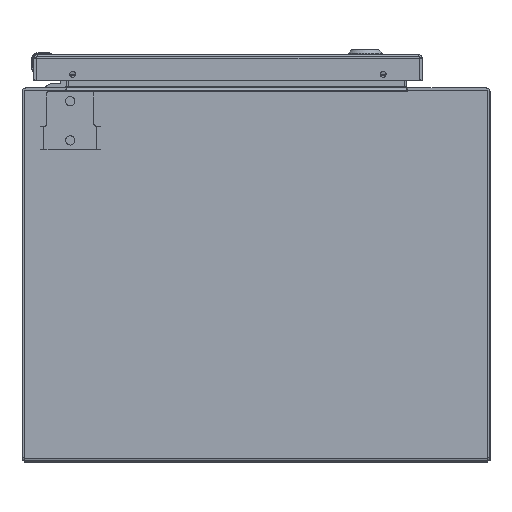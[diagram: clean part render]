
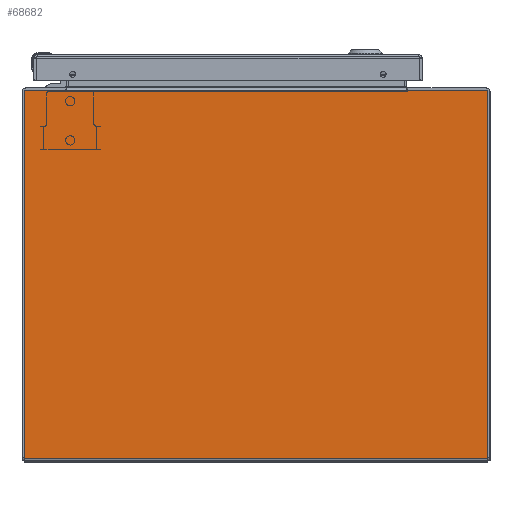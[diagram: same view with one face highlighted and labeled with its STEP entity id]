
A CAD part, left-side view. The second image highlights one B-rep face of the part: STEP entity #68682.
In plain terms, the highlighted planar face has unit normal (-1, 0, 0).
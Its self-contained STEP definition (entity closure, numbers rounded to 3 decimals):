
#830 = VECTOR ( 'NONE', #32657, 39.37 ) ;
#934 = EDGE_CURVE ( 'NONE', #71092, #35436, #51689, .T. ) ;
#2569 = DIRECTION ( 'NONE',  ( 0., 1., 0. ) ) ;
#3042 = CARTESIAN_POINT ( 'NONE',  ( -17.25, 7.425, -5.826 ) ) ;
#3581 = CARTESIAN_POINT ( 'NONE',  ( -17.25, -7.425, 5.963 ) ) ;
#4018 = ORIENTED_EDGE ( 'NONE', *, *, #34738, .T. ) ;
#4178 = VERTEX_POINT ( 'NONE', #44396 ) ;
#6686 = VERTEX_POINT ( 'NONE', #22004 ) ;
#7917 = VECTOR ( 'NONE', #87892, 39.37 ) ;
#8951 = PLANE ( 'NONE',  #64507 ) ;
#9578 = EDGE_CURVE ( 'NONE', #51404, #4178, #56517, .T. ) ;
#9629 = AXIS2_PLACEMENT_3D ( 'NONE', #27124, #26124, #77460 ) ;
#9734 = VERTEX_POINT ( 'NONE', #91216 ) ;
#10546 = ORIENTED_EDGE ( 'NONE', *, *, #37395, .T. ) ;
#12082 = LINE ( 'NONE', #65364, #23896 ) ;
#13479 = CARTESIAN_POINT ( 'NONE',  ( -17.25, -7.425, 5.918 ) ) ;
#13868 = LINE ( 'NONE', #34622, #20334 ) ;
#13903 = EDGE_CURVE ( 'NONE', #6686, #71092, #93855, .T. ) ;
#14641 = CARTESIAN_POINT ( 'NONE',  ( -17.25, 7.425, 5.918 ) ) ;
#16970 = VECTOR ( 'NONE', #74379, 39.37 ) ;
#17316 = DIRECTION ( 'NONE',  ( 0., 0., 1. ) ) ;
#20173 = VECTOR ( 'NONE', #97614, 39.37 ) ;
#20334 = VECTOR ( 'NONE', #86929, 39.37 ) ;
#22004 = CARTESIAN_POINT ( 'NONE',  ( -17.25, -7.38, 5.963 ) ) ;
#22558 = CARTESIAN_POINT ( 'NONE',  ( -17.25, -4.848, 5.962 ) ) ;
#23896 = VECTOR ( 'NONE', #85616, 39.37 ) ;
#24727 = CARTESIAN_POINT ( 'NONE',  ( -17.25, -4.841, 5.921 ) ) ;
#26027 = EDGE_CURVE ( 'NONE', #9734, #44841, #31455, .T. ) ;
#26124 = DIRECTION ( 'NONE',  ( -1., 0., 0. ) ) ;
#27124 = CARTESIAN_POINT ( 'NONE',  ( -17.25, -7.38, 5.918 ) ) ;
#27416 = VERTEX_POINT ( 'NONE', #14641 ) ;
#27703 = LINE ( 'NONE', #36091, #7917 ) ;
#28038 = ORIENTED_EDGE ( 'NONE', *, *, #92426, .T. ) ;
#29340 = VERTEX_POINT ( 'NONE', #85576 ) ;
#29447 = ORIENTED_EDGE ( 'NONE', *, *, #87312, .T. ) ;
#29504 = DIRECTION ( 'NONE',  ( 0., 0., -1. ) ) ;
#30949 = DIRECTION ( 'NONE',  ( -1., 0., 0. ) ) ;
#31455 = LINE ( 'NONE', #82332, #20173 ) ;
#31723 = CIRCLE ( 'NONE', #9629, 0.045 ) ;
#32657 = DIRECTION ( 'NONE',  ( 0., 0., 1. ) ) ;
#33909 = ORIENTED_EDGE ( 'NONE', *, *, #26027, .F. ) ;
#34622 = CARTESIAN_POINT ( 'NONE',  ( -17.25, 6.091, 5.92 ) ) ;
#34738 = EDGE_CURVE ( 'NONE', #35436, #45348, #60210, .T. ) ;
#35284 = ORIENTED_EDGE ( 'NONE', *, *, #75026, .T. ) ;
#35436 = VERTEX_POINT ( 'NONE', #24727 ) ;
#36091 = CARTESIAN_POINT ( 'NONE',  ( -17.25, -7.425, 5.963 ) ) ;
#37395 = EDGE_CURVE ( 'NONE', #29340, #27416, #95205, .T. ) ;
#39024 = DIRECTION ( 'NONE',  ( -1., 0., 0. ) ) ;
#39151 = VECTOR ( 'NONE', #71810, 39.37 ) ;
#39442 = VERTEX_POINT ( 'NONE', #50010 ) ;
#40037 = FACE_OUTER_BOUND ( 'NONE', #52169, .T. ) ;
#41995 = EDGE_CURVE ( 'NONE', #39442, #29340, #27703, .T. ) ;
#43847 = CARTESIAN_POINT ( 'NONE',  ( -17.25, 7.425, 5.963 ) ) ;
#44288 = CARTESIAN_POINT ( 'NONE',  ( -17.25, -4.848, 5.963 ) ) ;
#44396 = CARTESIAN_POINT ( 'NONE',  ( -17.25, 6.091, 5.92 ) ) ;
#44841 = VERTEX_POINT ( 'NONE', #3042 ) ;
#45348 = VERTEX_POINT ( 'NONE', #70334 ) ;
#45368 = DIRECTION ( 'NONE',  ( 0., 1., 0. ) ) ;
#45963 = VECTOR ( 'NONE', #2569, 39.37 ) ;
#49414 = EDGE_CURVE ( 'NONE', #27416, #44841, #88769, .T. ) ;
#49463 = CARTESIAN_POINT ( 'NONE',  ( -17.25, -7.425, 5.963 ) ) ;
#50010 = CARTESIAN_POINT ( 'NONE',  ( -17.25, 6.098, 5.963 ) ) ;
#51404 = VERTEX_POINT ( 'NONE', #69046 ) ;
#51689 = LINE ( 'NONE', #44288, #16970 ) ;
#51824 = ORIENTED_EDGE ( 'NONE', *, *, #9578, .T. ) ;
#52169 = EDGE_LOOP ( 'NONE', ( #64967, #10546, #87476, #33909, #72926, #28038, #73609, #57150, #4018, #35284, #51824, #29447 ) ) ;
#52247 = CARTESIAN_POINT ( 'NONE',  ( -17.25, 7.38, 5.918 ) ) ;
#53297 = VECTOR ( 'NONE', #29504, 39.37 ) ;
#53891 = CARTESIAN_POINT ( 'NONE',  ( -17.25, -7.425, 5.963 ) ) ;
#54174 = DIRECTION ( 'NONE',  ( 0., 0., 1. ) ) ;
#56517 = LINE ( 'NONE', #79697, #39151 ) ;
#57150 = ORIENTED_EDGE ( 'NONE', *, *, #934, .T. ) ;
#60210 = LINE ( 'NONE', #61140, #85392 ) ;
#61140 = CARTESIAN_POINT ( 'NONE',  ( -17.25, -4.833, 5.92 ) ) ;
#64227 = LINE ( 'NONE', #49463, #830 ) ;
#64507 = AXIS2_PLACEMENT_3D ( 'NONE', #53891, #39024, #17316 ) ;
#64607 = EDGE_CURVE ( 'NONE', #9734, #88698, #64227, .T. ) ;
#64967 = ORIENTED_EDGE ( 'NONE', *, *, #41995, .T. ) ;
#65364 = CARTESIAN_POINT ( 'NONE',  ( -17.25, -7.425, 5.92 ) ) ;
#68682 = ADVANCED_FACE ( 'NONE', ( #40037 ), #8951, .T. ) ;
#69046 = CARTESIAN_POINT ( 'NONE',  ( -17.25, 6.075, 5.92 ) ) ;
#70334 = CARTESIAN_POINT ( 'NONE',  ( -17.25, -4.825, 5.92 ) ) ;
#71092 = VERTEX_POINT ( 'NONE', #22558 ) ;
#71810 = DIRECTION ( 'NONE',  ( 0., 1., 0. ) ) ;
#72926 = ORIENTED_EDGE ( 'NONE', *, *, #64607, .T. ) ;
#73609 = ORIENTED_EDGE ( 'NONE', *, *, #13903, .T. ) ;
#74379 = DIRECTION ( 'NONE',  ( 0., 0.174, -0.985 ) ) ;
#75026 = EDGE_CURVE ( 'NONE', #45348, #51404, #12082, .T. ) ;
#77460 = DIRECTION ( 'NONE',  ( 0., 0., 1. ) ) ;
#79697 = CARTESIAN_POINT ( 'NONE',  ( -17.25, -7.425, 5.92 ) ) ;
#82332 = CARTESIAN_POINT ( 'NONE',  ( -17.25, -7.425, -5.826 ) ) ;
#85392 = VECTOR ( 'NONE', #45368, 39.37 ) ;
#85576 = CARTESIAN_POINT ( 'NONE',  ( -17.25, 7.38, 5.963 ) ) ;
#85616 = DIRECTION ( 'NONE',  ( 0., 1., 0. ) ) ;
#86929 = DIRECTION ( 'NONE',  ( 0., 0.174, 0.985 ) ) ;
#87312 = EDGE_CURVE ( 'NONE', #4178, #39442, #13868, .T. ) ;
#87476 = ORIENTED_EDGE ( 'NONE', *, *, #49414, .T. ) ;
#87892 = DIRECTION ( 'NONE',  ( 0., 1., 0. ) ) ;
#88698 = VERTEX_POINT ( 'NONE', #13479 ) ;
#88769 = LINE ( 'NONE', #43847, #53297 ) ;
#91216 = CARTESIAN_POINT ( 'NONE',  ( -17.25, -7.425, -5.826 ) ) ;
#92426 = EDGE_CURVE ( 'NONE', #88698, #6686, #31723, .T. ) ;
#93574 = AXIS2_PLACEMENT_3D ( 'NONE', #52247, #30949, #54174 ) ;
#93855 = LINE ( 'NONE', #3581, #45963 ) ;
#95205 = CIRCLE ( 'NONE', #93574, 0.045 ) ;
#97614 = DIRECTION ( 'NONE',  ( 0., 1., 0. ) ) ;
